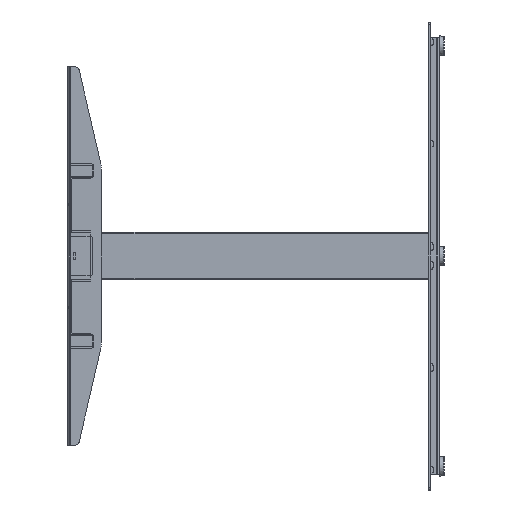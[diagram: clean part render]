
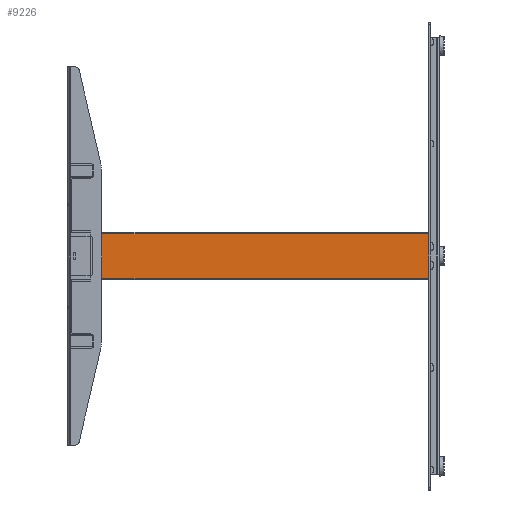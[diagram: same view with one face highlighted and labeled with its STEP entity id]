
A CAD part, left-side view. The second image highlights one B-rep face of the part: STEP entity #9226.
In plain terms, the highlighted planar face has unit normal (-1, 0, 0).
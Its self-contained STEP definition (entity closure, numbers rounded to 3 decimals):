
#3781 = LINE ( 'NONE', #65757, #63314 ) ;
#9226 = ADVANCED_FACE ( 'NONE', ( #48656 ), #50691, .F. ) ;
#12051 = CARTESIAN_POINT ( 'NONE',  ( -1236., 29.1, 42.5 ) ) ;
#13176 = EDGE_CURVE ( 'NONE', #31991, #93926, #3781, .T. ) ;
#18180 = DIRECTION ( 'NONE',  ( 0., 0., -1. ) ) ;
#21063 = ORIENTED_EDGE ( 'NONE', *, *, #72674, .F. ) ;
#21912 = CARTESIAN_POINT ( 'NONE',  ( -1236., 29.1, 42.5 ) ) ;
#25989 = LINE ( 'NONE', #79619, #92891 ) ;
#26131 = LINE ( 'NONE', #12051, #44297 ) ;
#26358 = CARTESIAN_POINT ( 'NONE',  ( -1236., 666.1, 42.5 ) ) ;
#26881 = ORIENTED_EDGE ( 'NONE', *, *, #13176, .F. ) ;
#31991 = VERTEX_POINT ( 'NONE', #85152 ) ;
#35579 = VERTEX_POINT ( 'NONE', #21912 ) ;
#38516 = EDGE_LOOP ( 'NONE', ( #50951, #26881, #21063, #58343 ) ) ;
#41815 = DIRECTION ( 'NONE',  ( 0., 1., 0. ) ) ;
#44297 = VECTOR ( 'NONE', #50035, 1000. ) ;
#48656 = FACE_OUTER_BOUND ( 'NONE', #38516, .T. ) ;
#48915 = VECTOR ( 'NONE', #59920, 1000. ) ;
#49185 = VERTEX_POINT ( 'NONE', #26358 ) ;
#49473 = AXIS2_PLACEMENT_3D ( 'NONE', #64282, #64780, #96490 ) ;
#50035 = DIRECTION ( 'NONE',  ( 0., 1., 0. ) ) ;
#50691 = PLANE ( 'NONE',  #49473 ) ;
#50951 = ORIENTED_EDGE ( 'NONE', *, *, #80963, .T. ) ;
#52664 = CARTESIAN_POINT ( 'NONE',  ( -1236., 29.1, -42.5 ) ) ;
#58343 = ORIENTED_EDGE ( 'NONE', *, *, #76437, .T. ) ;
#59920 = DIRECTION ( 'NONE',  ( 0., 0., -1. ) ) ;
#63314 = VECTOR ( 'NONE', #41815, 1000. ) ;
#64282 = CARTESIAN_POINT ( 'NONE',  ( -1236., 29.1, -42.5 ) ) ;
#64780 = DIRECTION ( 'NONE',  ( 1., 0., 0. ) ) ;
#65757 = CARTESIAN_POINT ( 'NONE',  ( -1236., 29.1, -42.5 ) ) ;
#67357 = CARTESIAN_POINT ( 'NONE',  ( -1236., 666.1, -42.5 ) ) ;
#72674 = EDGE_CURVE ( 'NONE', #35579, #31991, #98954, .T. ) ;
#76437 = EDGE_CURVE ( 'NONE', #35579, #49185, #26131, .T. ) ;
#79619 = CARTESIAN_POINT ( 'NONE',  ( -1236., 666.1, -42.5 ) ) ;
#80963 = EDGE_CURVE ( 'NONE', #49185, #93926, #25989, .T. ) ;
#85152 = CARTESIAN_POINT ( 'NONE',  ( -1236., 29.1, -42.5 ) ) ;
#92891 = VECTOR ( 'NONE', #18180, 1000. ) ;
#93926 = VERTEX_POINT ( 'NONE', #67357 ) ;
#96490 = DIRECTION ( 'NONE',  ( 0., 0., -1. ) ) ;
#98954 = LINE ( 'NONE', #52664, #48915 ) ;
